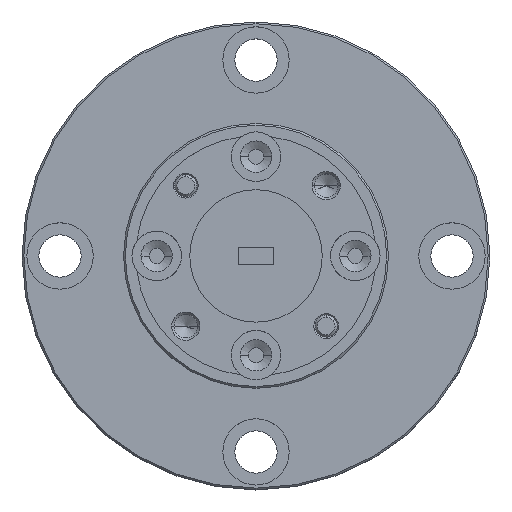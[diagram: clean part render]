
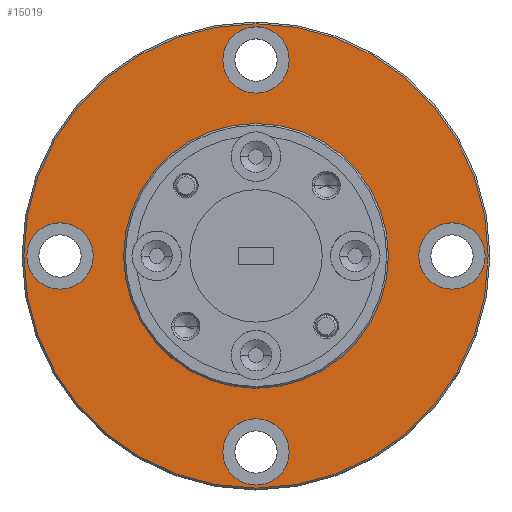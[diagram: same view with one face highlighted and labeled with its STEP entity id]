
A CAD part, top view. The second image highlights one B-rep face of the part: STEP entity #15019.
In plain terms, the highlighted planar face has unit normal (0, 0, 1).
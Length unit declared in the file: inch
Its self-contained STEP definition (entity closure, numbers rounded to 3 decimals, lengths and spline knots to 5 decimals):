
#600 = CIRCLE ( 'NONE', #40014, 0.094 ) ;
#1246 = DIRECTION ( 'NONE',  ( 0., 0., 1. ) ) ;
#1441 = CARTESIAN_POINT ( 'NONE',  ( 0.6688, 1.0231, 1.09871 ) ) ;
#1463 = AXIS2_PLACEMENT_3D ( 'NONE', #23022, #3545, #3329 ) ;
#1584 = ORIENTED_EDGE ( 'NONE', *, *, #36677, .T. ) ;
#1681 = DIRECTION ( 'NONE',  ( 1., 0., 0. ) ) ;
#2018 = DIRECTION ( 'NONE',  ( 1., 0., 0. ) ) ;
#2459 = FACE_BOUND ( 'NONE', #22374, .T. ) ;
#2729 = DIRECTION ( 'NONE',  ( 1., 0., 0. ) ) ;
#2944 = AXIS2_PLACEMENT_3D ( 'NONE', #6126, #30961, #34501 ) ;
#3072 = FACE_BOUND ( 'NONE', #9252, .T. ) ;
#3329 = DIRECTION ( 'NONE',  ( 1., 0., 0. ) ) ;
#3545 = DIRECTION ( 'NONE',  ( 0., 0., 1. ) ) ;
#3881 = ORIENTED_EDGE ( 'NONE', *, *, #11889, .F. ) ;
#4372 = AXIS2_PLACEMENT_3D ( 'NONE', #35297, #18938, #41188 ) ;
#5384 = FACE_BOUND ( 'NONE', #9261, .T. ) ;
#5646 = DIRECTION ( 'NONE',  ( 0., 0., 1. ) ) ;
#6096 = AXIS2_PLACEMENT_3D ( 'NONE', #15921, #6268, #12952 ) ;
#6126 = CARTESIAN_POINT ( 'NONE',  ( 0.5748, 1.0231, 1.09871 ) ) ;
#6268 = DIRECTION ( 'NONE',  ( 0., 0., 1. ) ) ;
#6364 = CIRCLE ( 'NONE', #4372, 0.375 ) ;
#6406 = CIRCLE ( 'NONE', #23178, 0.094 ) ;
#6634 = AXIS2_PLACEMENT_3D ( 'NONE', #34173, #34579, #15210 ) ;
#7118 = DIRECTION ( 'NONE',  ( -1., 0., 0. ) ) ;
#7458 = CARTESIAN_POINT ( 'NONE',  ( 0.1998, 0.4681, 1.09871 ) ) ;
#7548 = VERTEX_POINT ( 'NONE', #9017 ) ;
#7646 = ORIENTED_EDGE ( 'NONE', *, *, #22400, .F. ) ;
#7823 = EDGE_CURVE ( 'NONE', #23641, #7548, #19563, .T. ) ;
#8345 = CARTESIAN_POINT ( 'NONE',  ( 0.5748, 1.0231, 1.09871 ) ) ;
#8355 = CIRCLE ( 'NONE', #11060, 0.094 ) ;
#9017 = CARTESIAN_POINT ( 'NONE',  ( 1.0358, 0.4681, 1.09871 ) ) ;
#9166 = DIRECTION ( 'NONE',  ( 1., 0., 0. ) ) ;
#9252 = EDGE_LOOP ( 'NONE', ( #40227, #27447 ) ) ;
#9261 = EDGE_LOOP ( 'NONE', ( #3881, #14272 ) ) ;
#9315 = DIRECTION ( 'NONE',  ( 0., 0., 1. ) ) ;
#9463 = VERTEX_POINT ( 'NONE', #38689 ) ;
#9738 = EDGE_CURVE ( 'NONE', #33943, #12140, #6406, .T. ) ;
#10052 = CARTESIAN_POINT ( 'NONE',  ( 0.1138, 0.4681, 1.09871 ) ) ;
#10829 = CIRCLE ( 'NONE', #28144, 0.6575 ) ;
#10986 = EDGE_CURVE ( 'NONE', #12140, #33943, #23031, .T. ) ;
#11060 = AXIS2_PLACEMENT_3D ( 'NONE', #8345, #5646, #1681 ) ;
#11889 = EDGE_CURVE ( 'NONE', #33660, #9463, #8355, .T. ) ;
#12140 = VERTEX_POINT ( 'NONE', #32841 ) ;
#12891 = EDGE_LOOP ( 'NONE', ( #20298, #27287 ) ) ;
#12952 = DIRECTION ( 'NONE',  ( 1., 0., 0. ) ) ;
#13069 = VERTEX_POINT ( 'NONE', #35662 ) ;
#13160 = EDGE_CURVE ( 'NONE', #13069, #32697, #10829, .T. ) ;
#13610 = DIRECTION ( 'NONE',  ( 1., 0., 0. ) ) ;
#13721 = VERTEX_POINT ( 'NONE', #22239 ) ;
#13812 = DIRECTION ( 'NONE',  ( 0., 0., 1. ) ) ;
#14272 = ORIENTED_EDGE ( 'NONE', *, *, #23859, .F. ) ;
#14858 = CIRCLE ( 'NONE', #22931, 0.094 ) ;
#15019 = ADVANCED_FACE ( 'NONE', ( #5384, #3072, #18208, #2459, #28149, #37548 ), #30852, .T. ) ;
#15165 = CARTESIAN_POINT ( 'NONE',  ( 0.6688, -0.0869, 1.09871 ) ) ;
#15210 = DIRECTION ( 'NONE',  ( 1., 0., 0. ) ) ;
#15584 = EDGE_LOOP ( 'NONE', ( #18561, #35983 ) ) ;
#15921 = CARTESIAN_POINT ( 'NONE',  ( 1.1298, 0.4681, 1.09871 ) ) ;
#16323 = CARTESIAN_POINT ( 'NONE',  ( 0.0198, 0.4681, 1.09871 ) ) ;
#16607 = EDGE_CURVE ( 'NONE', #23107, #26569, #6364, .T. ) ;
#18208 = FACE_BOUND ( 'NONE', #12891, .T. ) ;
#18377 = CARTESIAN_POINT ( 'NONE',  ( 1.2238, 0.4681, 1.09871 ) ) ;
#18561 = ORIENTED_EDGE ( 'NONE', *, *, #33998, .T. ) ;
#18831 = DIRECTION ( 'NONE',  ( 1., 0., 0. ) ) ;
#18938 = DIRECTION ( 'NONE',  ( 0., 0., -1. ) ) ;
#19540 = CIRCLE ( 'NONE', #6096, 0.094 ) ;
#19563 = CIRCLE ( 'NONE', #1463, 0.094 ) ;
#19604 = ORIENTED_EDGE ( 'NONE', *, *, #38272, .F. ) ;
#20298 = ORIENTED_EDGE ( 'NONE', *, *, #9738, .F. ) ;
#20313 = CIRCLE ( 'NONE', #2944, 0.094 ) ;
#20414 = AXIS2_PLACEMENT_3D ( 'NONE', #38666, #13812, #13610 ) ;
#20681 = EDGE_CURVE ( 'NONE', #7548, #23641, #19540, .T. ) ;
#22239 = CARTESIAN_POINT ( 'NONE',  ( -0.0742, 0.4681, 1.09871 ) ) ;
#22374 = EDGE_LOOP ( 'NONE', ( #19604, #7646 ) ) ;
#22400 = EDGE_CURVE ( 'NONE', #13721, #38083, #14858, .T. ) ;
#22931 = AXIS2_PLACEMENT_3D ( 'NONE', #16323, #1246, #26593 ) ;
#23022 = CARTESIAN_POINT ( 'NONE',  ( 1.1298, 0.4681, 1.09871 ) ) ;
#23031 = CIRCLE ( 'NONE', #35641, 0.094 ) ;
#23107 = VERTEX_POINT ( 'NONE', #36327 ) ;
#23178 = AXIS2_PLACEMENT_3D ( 'NONE', #35048, #37816, #9166 ) ;
#23641 = VERTEX_POINT ( 'NONE', #18377 ) ;
#23859 = EDGE_CURVE ( 'NONE', #9463, #33660, #20313, .T. ) ;
#24399 = EDGE_LOOP ( 'NONE', ( #1584, #36287 ) ) ;
#26569 = VERTEX_POINT ( 'NONE', #7458 ) ;
#26593 = DIRECTION ( 'NONE',  ( 1., 0., 0. ) ) ;
#27287 = ORIENTED_EDGE ( 'NONE', *, *, #10986, .F. ) ;
#27447 = ORIENTED_EDGE ( 'NONE', *, *, #20681, .F. ) ;
#27913 = CARTESIAN_POINT ( 'NONE',  ( 0.5748, 0.4681, 1.09871 ) ) ;
#28144 = AXIS2_PLACEMENT_3D ( 'NONE', #27913, #36911, #2018 ) ;
#28149 = FACE_OUTER_BOUND ( 'NONE', #24399, .T. ) ;
#28402 = CARTESIAN_POINT ( 'NONE',  ( 0.0198, 0.4681, 1.09871 ) ) ;
#30852 = PLANE ( 'NONE',  #6634 ) ;
#30961 = DIRECTION ( 'NONE',  ( 0., 0., 1. ) ) ;
#32697 = VERTEX_POINT ( 'NONE', #33380 ) ;
#32764 = CIRCLE ( 'NONE', #39503, 0.375 ) ;
#32841 = CARTESIAN_POINT ( 'NONE',  ( 0.4808, -0.0869, 1.09871 ) ) ;
#33380 = CARTESIAN_POINT ( 'NONE',  ( -0.0827, 0.4681, 1.09871 ) ) ;
#33660 = VERTEX_POINT ( 'NONE', #1441 ) ;
#33943 = VERTEX_POINT ( 'NONE', #15165 ) ;
#33998 = EDGE_CURVE ( 'NONE', #26569, #23107, #32764, .T. ) ;
#34173 = CARTESIAN_POINT ( 'NONE',  ( 0.5748, 1.1306, 1.09871 ) ) ;
#34501 = DIRECTION ( 'NONE',  ( 1., 0., 0. ) ) ;
#34579 = DIRECTION ( 'NONE',  ( 0., 0., 1. ) ) ;
#34739 = DIRECTION ( 'NONE',  ( 0., 0., -1. ) ) ;
#35048 = CARTESIAN_POINT ( 'NONE',  ( 0.5748, -0.0869, 1.09871 ) ) ;
#35054 = DIRECTION ( 'NONE',  ( 0., 0., 1. ) ) ;
#35297 = CARTESIAN_POINT ( 'NONE',  ( 0.5748, 0.4681, 1.09871 ) ) ;
#35641 = AXIS2_PLACEMENT_3D ( 'NONE', #37748, #9315, #18831 ) ;
#35662 = CARTESIAN_POINT ( 'NONE',  ( 1.2323, 0.4681, 1.09871 ) ) ;
#35983 = ORIENTED_EDGE ( 'NONE', *, *, #16607, .T. ) ;
#36287 = ORIENTED_EDGE ( 'NONE', *, *, #13160, .T. ) ;
#36327 = CARTESIAN_POINT ( 'NONE',  ( 0.9498, 0.4681, 1.09871 ) ) ;
#36677 = EDGE_CURVE ( 'NONE', #32697, #13069, #38330, .T. ) ;
#36911 = DIRECTION ( 'NONE',  ( 0., 0., 1. ) ) ;
#37548 = FACE_BOUND ( 'NONE', #15584, .T. ) ;
#37748 = CARTESIAN_POINT ( 'NONE',  ( 0.5748, -0.0869, 1.09871 ) ) ;
#37816 = DIRECTION ( 'NONE',  ( 0., 0., 1. ) ) ;
#38083 = VERTEX_POINT ( 'NONE', #10052 ) ;
#38272 = EDGE_CURVE ( 'NONE', #38083, #13721, #600, .T. ) ;
#38330 = CIRCLE ( 'NONE', #20414, 0.6575 ) ;
#38666 = CARTESIAN_POINT ( 'NONE',  ( 0.5748, 0.4681, 1.09871 ) ) ;
#38689 = CARTESIAN_POINT ( 'NONE',  ( 0.4808, 1.0231, 1.09871 ) ) ;
#38688 = CARTESIAN_POINT ( 'NONE',  ( 0.5748, 0.4681, 1.09871 ) ) ;
#39503 = AXIS2_PLACEMENT_3D ( 'NONE', #38688, #34739, #7118 ) ;
#40014 = AXIS2_PLACEMENT_3D ( 'NONE', #28402, #35054, #2729 ) ;
#40227 = ORIENTED_EDGE ( 'NONE', *, *, #7823, .F. ) ;
#41188 = DIRECTION ( 'NONE',  ( -1., 0., 0. ) ) ;
